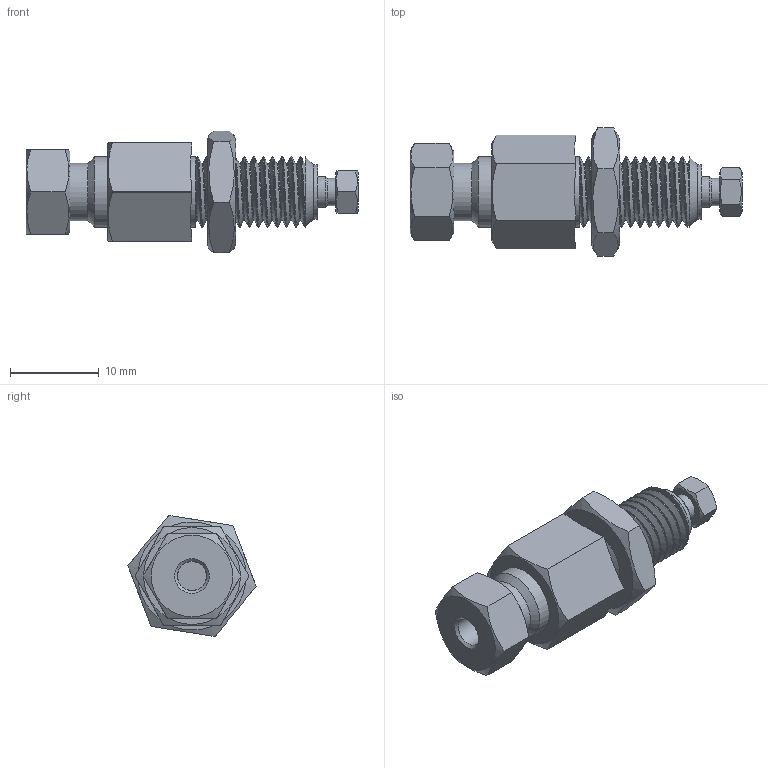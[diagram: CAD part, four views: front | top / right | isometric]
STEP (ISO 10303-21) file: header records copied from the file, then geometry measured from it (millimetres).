
FILE_DESCRIPTION((''),'2;1');
FILE_NAME('305179-ZBRU2.5 Bulkhead internal reducing union.stp','2013-08-23T08:45:33',('Franzp'),(''),'Autodesk Inventor 2013','Autodesk Inventor 2013','');
FILE_SCHEMA(('AUTOMOTIVE_DESIGN { 1 0 10303 214 1 1 1 1 }'));
Length unit declared in the file: millimetre
Products named in the file (3): 3151a79; 315179; 310537
Assembly tree (2 placements, depth 2):
  3151a79
    315179
    310537
Bounding box: 37.5 x 14.48 x 13.7 mm (x, y, z)
Volume: 304.9 mm3; surface area: 2786.6 mm2
Topology: 1 solids, 7 shells, 78 faces, 215 edges, 136 vertices
Faces by surface type: plane 36, cone 18, cylinder 17, bspline 6, torus 1
Full cylindrical faces by diameter (mm): 1.575 x1, 3.073 x1, 3.3 x1, 3.505 x1, 6.1 x1, 6.368 x2, 6.477 x1, 6.782 x1, 7.938 x2
Entity records: 6971 total; most frequent: CARTESIAN_POINT 5150, DIRECTION 336, ORIENTED_EDGE 305, EDGE_CURVE 176, AXIS2_PLACEMENT_3D 150, VERTEX_POINT 127, EDGE_LOOP 119, FACE_OUTER_BOUND 78
